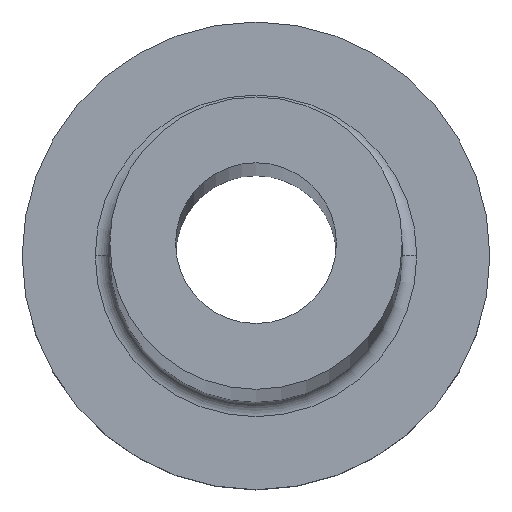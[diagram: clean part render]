
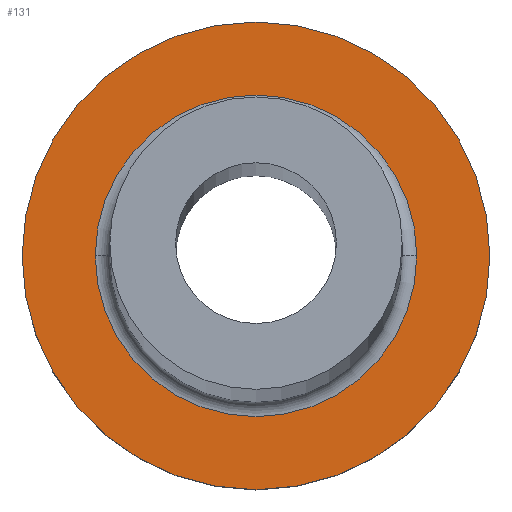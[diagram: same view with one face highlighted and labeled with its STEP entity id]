
A CAD part, top view. The second image highlights one B-rep face of the part: STEP entity #131.
In plain terms, the highlighted planar face has unit normal (0, 0, 1).
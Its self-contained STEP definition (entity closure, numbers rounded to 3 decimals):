
#11 = DIRECTION ( 'NONE',  ( 0., 0., 1. ) ) ;
#14 = DIRECTION ( 'NONE',  ( 0., 0., -1. ) ) ;
#28 = FACE_BOUND ( 'NONE', #112, .T. ) ;
#33 = CIRCLE ( 'NONE', #90, 5.5 ) ;
#35 = EDGE_CURVE ( 'NONE', #295, #207, #33, .T. ) ;
#50 = DIRECTION ( 'NONE',  ( 1., 0., 0. ) ) ;
#59 = CIRCLE ( 'NONE', #277, 8. ) ;
#60 = EDGE_LOOP ( 'NONE', ( #244, #238 ) ) ;
#73 = EDGE_CURVE ( 'NONE', #380, #325, #273, .T. ) ;
#78 = DIRECTION ( 'NONE',  ( 0., 0., 1. ) ) ;
#90 = AXIS2_PLACEMENT_3D ( 'NONE', #338, #305, #373 ) ;
#91 = EDGE_CURVE ( 'NONE', #207, #295, #168, .T. ) ;
#93 = AXIS2_PLACEMENT_3D ( 'NONE', #224, #78, #336 ) ;
#107 = CARTESIAN_POINT ( 'NONE',  ( 0., 0., 5. ) ) ;
#112 = EDGE_LOOP ( 'NONE', ( #157, #247 ) ) ;
#131 = ADVANCED_FACE ( 'NONE', ( #28, #237 ), #147, .T. ) ;
#147 = PLANE ( 'NONE',  #193 ) ;
#157 = ORIENTED_EDGE ( 'NONE', *, *, #91, .T. ) ;
#158 = CARTESIAN_POINT ( 'NONE',  ( 8., 0., 5. ) ) ;
#168 = CIRCLE ( 'NONE', #379, 5.5 ) ;
#193 = AXIS2_PLACEMENT_3D ( 'NONE', #260, #234, #286 ) ;
#207 = VERTEX_POINT ( 'NONE', #355 ) ;
#224 = CARTESIAN_POINT ( 'NONE',  ( 0., 0., 5. ) ) ;
#234 = DIRECTION ( 'NONE',  ( 0., 0., 1. ) ) ;
#237 = FACE_OUTER_BOUND ( 'NONE', #60, .T. ) ;
#238 = ORIENTED_EDGE ( 'NONE', *, *, #73, .T. ) ;
#244 = ORIENTED_EDGE ( 'NONE', *, *, #297, .T. ) ;
#245 = CARTESIAN_POINT ( 'NONE',  ( 0., 0., 5. ) ) ;
#247 = ORIENTED_EDGE ( 'NONE', *, *, #35, .T. ) ;
#248 = DIRECTION ( 'NONE',  ( 1., 0., 0. ) ) ;
#260 = CARTESIAN_POINT ( 'NONE',  ( 0., 0., 5. ) ) ;
#273 = CIRCLE ( 'NONE', #93, 8. ) ;
#277 = AXIS2_PLACEMENT_3D ( 'NONE', #245, #11, #248 ) ;
#286 = DIRECTION ( 'NONE',  ( 1., 0., 0. ) ) ;
#295 = VERTEX_POINT ( 'NONE', #331 ) ;
#297 = EDGE_CURVE ( 'NONE', #325, #380, #59, .T. ) ;
#298 = CARTESIAN_POINT ( 'NONE',  ( -8., 0., 5. ) ) ;
#305 = DIRECTION ( 'NONE',  ( 0., 0., -1. ) ) ;
#325 = VERTEX_POINT ( 'NONE', #298 ) ;
#331 = CARTESIAN_POINT ( 'NONE',  ( -5.5, 0., 5. ) ) ;
#336 = DIRECTION ( 'NONE',  ( 1., 0., 0. ) ) ;
#338 = CARTESIAN_POINT ( 'NONE',  ( 0., 0., 5. ) ) ;
#355 = CARTESIAN_POINT ( 'NONE',  ( 5.5, 0., 5. ) ) ;
#373 = DIRECTION ( 'NONE',  ( 1., 0., 0. ) ) ;
#379 = AXIS2_PLACEMENT_3D ( 'NONE', #107, #14, #50 ) ;
#380 = VERTEX_POINT ( 'NONE', #158 ) ;
